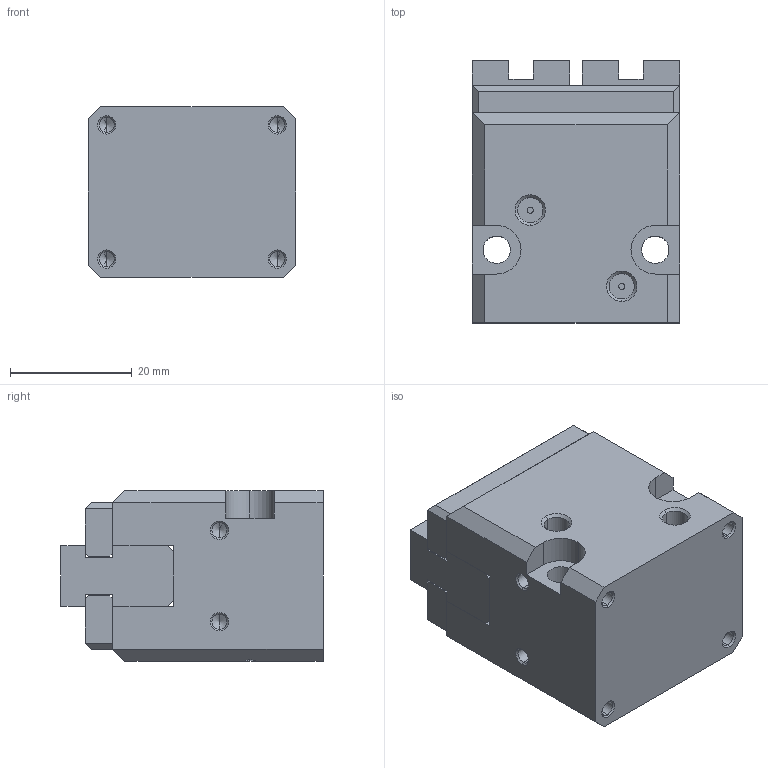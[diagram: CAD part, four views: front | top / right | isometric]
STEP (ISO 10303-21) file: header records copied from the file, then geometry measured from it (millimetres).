
FILE_DESCRIPTION( ( '' ), '1' );
FILE_NAME( 'opl35_ol670pal_0_2_03.stp', '2010-10-20T09:45:07', ( '' ), ( '' ), ' ', ' ', ' ' );
FILE_SCHEMA( ( 'CONFIG_CONTROL_DESIGN' ) );
Length unit declared in the file: millimetre
Products named in the file (3): 1; 2; 3
Bounding box: 34 x 43 x 28 mm (x, y, z)
Volume: 34719.2 mm3; surface area: 11900.4 mm2
Topology: 3 solids, 3 shells, 212 faces, 538 edges, 318 vertices
Faces by surface type: plane 104, cone 60, cylinder 48
Entity records: 6200 total; most frequent: DIRECTION 1066, CARTESIAN_POINT 1039, ORIENTED_EDGE 1012, EDGE_CURVE 506, LINE 376, VECTOR 376, AXIS2_PLACEMENT_3D 345, VERTEX_POINT 318
